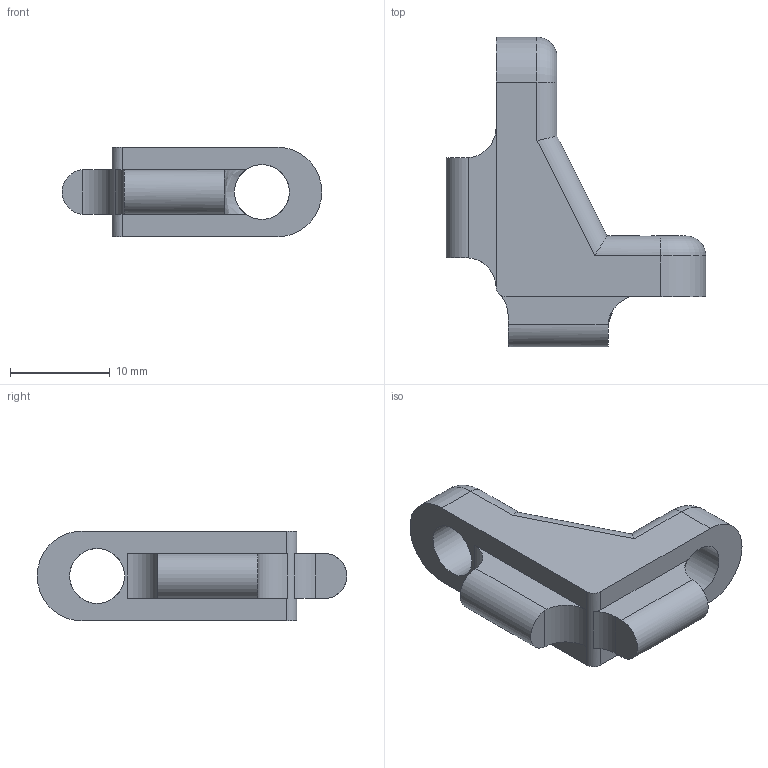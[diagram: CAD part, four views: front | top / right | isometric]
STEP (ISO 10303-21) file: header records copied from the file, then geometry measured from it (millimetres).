
FILE_DESCRIPTION(/* description */ (''),/* implementation_level */ '2;1');
FILE_NAME(/* name */ 'ATC_CornerEdges_SHORT v8.step',/* time_stamp */ '2021-03-19T22:05:38+01:00',/* author */ (''),/* organization */ (''),/* preprocessor_version */ 'ST-DEVELOPER v18.1',/* originating_system */ 'Autodesk Translation Framework v9.10.0.1330',/* authorisation */ '');
FILE_SCHEMA (('AUTOMOTIVE_DESIGN { 1 0 10303 214 3 1 1 }'));
Length unit declared in the file: millimetre
Products named in the file (1): ATC_CornerEdges_SHORT
Bounding box: 25.99 x 31 x 9 mm (x, y, z)
Volume: 2442.3 mm3; surface area: 1564.5 mm2
Topology: 1 solids, 1 shells, 36 faces, 101 edges, 64 vertices
Faces by surface type: plane 17, cylinder 16, torus 2, bspline 1
Full cylindrical faces by diameter (mm): 5.5 x2
Entity records: 1457 total; most frequent: CARTESIAN_POINT 486, ORIENTED_EDGE 202, DIRECTION 200, EDGE_CURVE 101, AXIS2_PLACEMENT_3D 76, VERTEX_POINT 64, LINE 48, VECTOR 48
